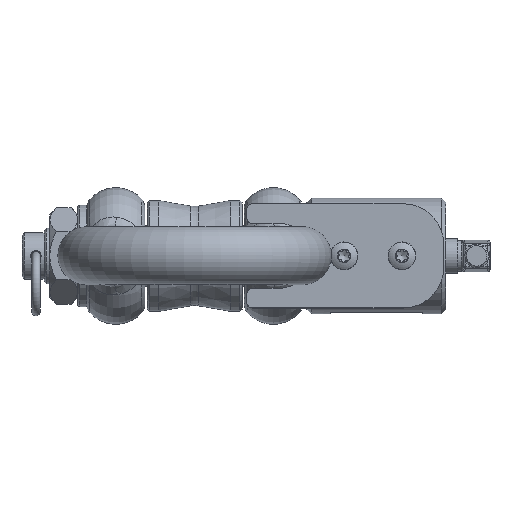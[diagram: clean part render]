
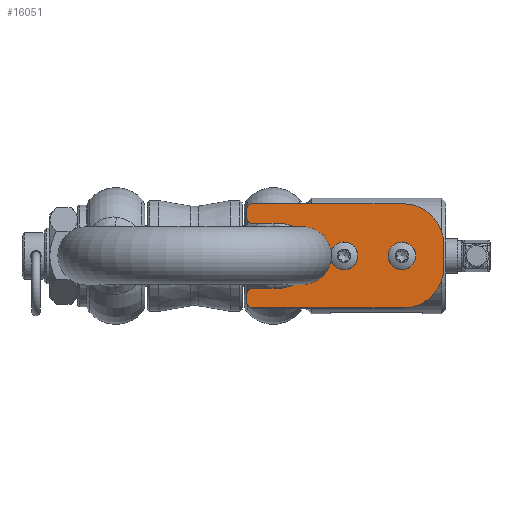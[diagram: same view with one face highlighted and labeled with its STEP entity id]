
A CAD part, top view. The second image highlights one B-rep face of the part: STEP entity #16051.
In plain terms, the highlighted planar face has unit normal (0, 0, 1).
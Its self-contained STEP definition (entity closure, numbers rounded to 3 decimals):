
#1612=CIRCLE('',#21371,2.5);
#1614=CIRCLE('',#21375,17.5);
#1616=CIRCLE('',#21379,17.5);
#1618=CIRCLE('',#21383,2.5);
#1620=CIRCLE('',#21387,2.5);
#1622=CIRCLE('',#21391,14.);
#1624=CIRCLE('',#21395,2.5);
#1625=CIRCLE('',#21397,3.25);
#1627=CIRCLE('',#21400,3.25);
#2411=LINE('',#32981,#3401);
#2415=LINE('',#32993,#3405);
#2419=LINE('',#33005,#3409);
#2423=LINE('',#33017,#3413);
#2427=LINE('',#33029,#3417);
#2431=LINE('',#33041,#3421);
#2435=LINE('',#33062,#3425);
#3401=VECTOR('',#23907,1000.);
#3405=VECTOR('',#23919,1000.);
#3409=VECTOR('',#23931,1000.);
#3413=VECTOR('',#23943,1000.);
#3417=VECTOR('',#23955,1000.);
#3421=VECTOR('',#23967,1000.);
#3425=VECTOR('',#23991,1000.);
#6598=ORIENTED_EDGE('',*,*,#9874,.T.);
#6599=ORIENTED_EDGE('',*,*,#9872,.T.);
#6600=ORIENTED_EDGE('',*,*,#9834,.F.);
#6601=ORIENTED_EDGE('',*,*,#9877,.F.);
#6602=ORIENTED_EDGE('',*,*,#9870,.F.);
#6603=ORIENTED_EDGE('',*,*,#9867,.F.);
#6604=ORIENTED_EDGE('',*,*,#9864,.F.);
#6605=ORIENTED_EDGE('',*,*,#9861,.F.);
#6606=ORIENTED_EDGE('',*,*,#9858,.F.);
#6607=ORIENTED_EDGE('',*,*,#9855,.F.);
#6608=ORIENTED_EDGE('',*,*,#9852,.F.);
#6609=ORIENTED_EDGE('',*,*,#9849,.F.);
#6610=ORIENTED_EDGE('',*,*,#9846,.F.);
#6611=ORIENTED_EDGE('',*,*,#9843,.F.);
#6612=ORIENTED_EDGE('',*,*,#9840,.F.);
#6613=ORIENTED_EDGE('',*,*,#9837,.F.);
#9834=EDGE_CURVE('',#11731,#11732,#1612,.T.);
#9837=EDGE_CURVE('',#11732,#11734,#2411,.T.);
#9840=EDGE_CURVE('',#11734,#11736,#1614,.T.);
#9843=EDGE_CURVE('',#11736,#11738,#2415,.T.);
#9846=EDGE_CURVE('',#11738,#11740,#1616,.T.);
#9849=EDGE_CURVE('',#11740,#11742,#2419,.T.);
#9852=EDGE_CURVE('',#11742,#11744,#1618,.T.);
#9855=EDGE_CURVE('',#11744,#11746,#2423,.T.);
#9858=EDGE_CURVE('',#11746,#11748,#1620,.T.);
#9861=EDGE_CURVE('',#11748,#11750,#2427,.T.);
#9864=EDGE_CURVE('',#11750,#11752,#1622,.T.);
#9867=EDGE_CURVE('',#11752,#11754,#2431,.T.);
#9870=EDGE_CURVE('',#11754,#11756,#1624,.T.);
#9872=EDGE_CURVE('',#11757,#11757,#1625,.T.);
#9874=EDGE_CURVE('',#11759,#11759,#1627,.T.);
#9877=EDGE_CURVE('',#11756,#11731,#2435,.T.);
#11731=VERTEX_POINT('',#32974);
#11732=VERTEX_POINT('',#32976);
#11734=VERTEX_POINT('',#32982);
#11736=VERTEX_POINT('',#32988);
#11738=VERTEX_POINT('',#32994);
#11740=VERTEX_POINT('',#33000);
#11742=VERTEX_POINT('',#33006);
#11744=VERTEX_POINT('',#33012);
#11746=VERTEX_POINT('',#33018);
#11748=VERTEX_POINT('',#33024);
#11750=VERTEX_POINT('',#33030);
#11752=VERTEX_POINT('',#33036);
#11754=VERTEX_POINT('',#33042);
#11756=VERTEX_POINT('',#33048);
#11757=VERTEX_POINT('',#33052);
#11759=VERTEX_POINT('',#33057);
#13098=EDGE_LOOP('',(#6598));
#13099=EDGE_LOOP('',(#6599));
#13100=EDGE_LOOP('',(#6600,#6601,#6602,#6603,#6604,#6605,#6606,#6607,#6608,
#6609,#6610,#6611,#6612,#6613));
#14399=FACE_BOUND('',#13098,.T.);
#14400=FACE_BOUND('',#13099,.T.);
#14401=FACE_BOUND('',#13100,.T.);
#15316=PLANE('',#21403);
#16051=ADVANCED_FACE('',(#14399,#14400,#14401),#15316,.F.);
#21371=AXIS2_PLACEMENT_3D('',#32975,#23901,#23902);
#21375=AXIS2_PLACEMENT_3D('',#32987,#23913,#23914);
#21379=AXIS2_PLACEMENT_3D('',#32999,#23925,#23926);
#21383=AXIS2_PLACEMENT_3D('',#33011,#23937,#23938);
#21387=AXIS2_PLACEMENT_3D('',#33023,#23949,#23950);
#21391=AXIS2_PLACEMENT_3D('',#33035,#23961,#23962);
#21395=AXIS2_PLACEMENT_3D('',#33047,#23973,#23974);
#21397=AXIS2_PLACEMENT_3D('',#33051,#23978,#23979);
#21400=AXIS2_PLACEMENT_3D('',#33056,#23984,#23985);
#21403=AXIS2_PLACEMENT_3D('',#33063,#23992,#23993);
#23901=DIRECTION('',(0.,0.,-1.));
#23902=DIRECTION('',(1.,0.,0.));
#23907=DIRECTION('',(1.,0.,0.));
#23913=DIRECTION('',(0.,0.,-1.));
#23914=DIRECTION('',(-1.,0.,0.));
#23919=DIRECTION('',(0.,-1.,0.));
#23925=DIRECTION('',(0.,0.,-1.));
#23926=DIRECTION('',(1.,0.,0.));
#23931=DIRECTION('',(-1.,0.,0.));
#23937=DIRECTION('',(0.,0.,-1.));
#23938=DIRECTION('',(1.,0.,0.));
#23943=DIRECTION('',(0.,1.,0.));
#23949=DIRECTION('',(0.,0.,-1.));
#23950=DIRECTION('',(1.,0.,0.));
#23955=DIRECTION('',(1.,0.,0.));
#23961=DIRECTION('',(0.,0.,1.));
#23962=DIRECTION('',(-1.,0.,0.));
#23967=DIRECTION('',(-1.,0.,0.));
#23973=DIRECTION('',(0.,0.,-1.));
#23974=DIRECTION('',(1.,0.,0.));
#23978=DIRECTION('',(0.,0.,-1.));
#23979=DIRECTION('',(1.,0.,0.));
#23984=DIRECTION('',(0.,0.,-1.));
#23985=DIRECTION('',(1.,0.,0.));
#23991=DIRECTION('',(0.,1.,0.));
#23992=DIRECTION('',(0.,0.,-1.));
#23993=DIRECTION('',(-1.,0.,0.));
#32974=CARTESIAN_POINT('',(-67.,20.,32.001));
#32975=CARTESIAN_POINT('',(-64.5,20.,32.001));
#32976=CARTESIAN_POINT('',(-64.5,22.5,32.001));
#32981=CARTESIAN_POINT('',(-64.5,22.5,32.001));
#32982=CARTESIAN_POINT('',(0.5,22.5,32.001));
#32987=CARTESIAN_POINT('',(0.5,5.,32.001));
#32988=CARTESIAN_POINT('',(18.,5.,32.001));
#32993=CARTESIAN_POINT('',(18.,-5.,32.001));
#32994=CARTESIAN_POINT('',(18.,-5.,32.001));
#32999=CARTESIAN_POINT('',(0.5,-5.,32.001));
#33000=CARTESIAN_POINT('',(0.5,-22.5,32.001));
#33005=CARTESIAN_POINT('',(-64.5,-22.5,32.001));
#33006=CARTESIAN_POINT('',(-64.5,-22.5,32.001));
#33011=CARTESIAN_POINT('',(-64.5,-20.,32.001));
#33012=CARTESIAN_POINT('',(-67.,-20.,32.001));
#33017=CARTESIAN_POINT('',(-67.,-16.5,32.001));
#33018=CARTESIAN_POINT('',(-67.,-16.5,32.001));
#33023=CARTESIAN_POINT('',(-64.5,-16.5,32.001));
#33024=CARTESIAN_POINT('',(-64.5,-14.,32.001));
#33029=CARTESIAN_POINT('',(-53.,-14.,32.001));
#33030=CARTESIAN_POINT('',(-53.,-14.,32.001));
#33035=CARTESIAN_POINT('',(-53.,0.,32.001));
#33036=CARTESIAN_POINT('',(-53.,14.,32.001));
#33041=CARTESIAN_POINT('',(-53.,14.,32.001));
#33042=CARTESIAN_POINT('',(-64.5,14.,32.001));
#33047=CARTESIAN_POINT('',(-64.5,16.5,32.001));
#33048=CARTESIAN_POINT('',(-67.,16.5,32.001));
#33051=CARTESIAN_POINT('',(-25.,0.,32.001));
#33052=CARTESIAN_POINT('',(-21.75,0.,32.001));
#33056=CARTESIAN_POINT('',(0.,0.,32.001));
#33057=CARTESIAN_POINT('',(3.25,0.,32.001));
#33062=CARTESIAN_POINT('',(-67.,16.5,32.001));
#33063=CARTESIAN_POINT('',(-64.5,20.,32.001));
